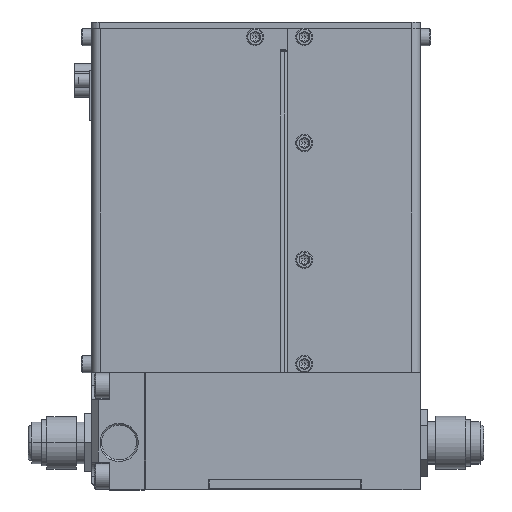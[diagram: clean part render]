
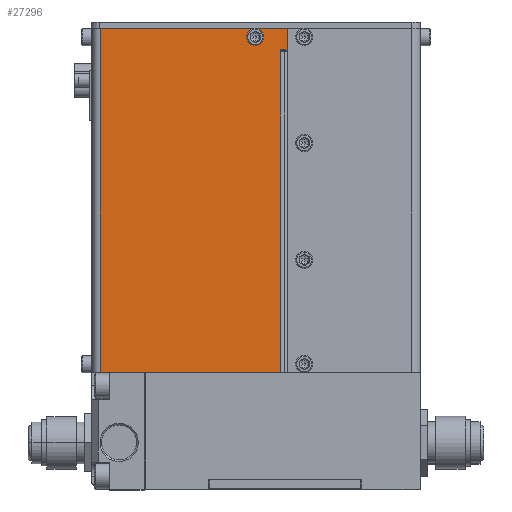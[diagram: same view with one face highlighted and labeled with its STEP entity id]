
A CAD part, top view. The second image highlights one B-rep face of the part: STEP entity #27296.
In plain terms, the highlighted face is planar.
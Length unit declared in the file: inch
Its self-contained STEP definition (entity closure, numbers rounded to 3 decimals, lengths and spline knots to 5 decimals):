
#25708=DIRECTION('',(0.,-1.,0.));
#25709=VECTOR('',#25708,3.43);
#25710=CARTESIAN_POINT('',(0.05708,3.43,-2.455));
#25711=LINE('',#25710,#25709);
#25806=CARTESIAN_POINT('',(0.33,3.59,-2.455));
#25807=DIRECTION('',(0.,0.,-1.));
#25808=DIRECTION('',(-1.,0.,0.));
#25809=AXIS2_PLACEMENT_3D('',#25806,#25807,#25808);
#25811=CARTESIAN_POINT('',(0.33,3.59,-2.455));
#25812=DIRECTION('',(0.,0.,-1.));
#25813=DIRECTION('',(1.,0.,0.));
#25814=AXIS2_PLACEMENT_3D('',#25811,#25812,#25813);
#25816=DIRECTION('',(0.,-1.,0.));
#25817=VECTOR('',#25816,0.03);
#25818=CARTESIAN_POINT('',(0.06,3.46,-2.455));
#25819=LINE('',#25818,#25817);
#25820=DIRECTION('',(1.,0.,0.));
#25821=VECTOR('',#25820,0.00292);
#25822=CARTESIAN_POINT('',(0.05708,3.43,-2.455));
#25823=LINE('',#25822,#25821);
#25824=DIRECTION('',(1.,0.,0.));
#25825=VECTOR('',#25824,1.93292);
#25826=CARTESIAN_POINT('',(0.05708,0.,-2.455));
#25827=LINE('',#25826,#25825);
#25882=DIRECTION('',(-1.,0.,0.));
#25883=VECTOR('',#25882,0.07);
#25884=CARTESIAN_POINT('',(0.06,3.46,-2.455));
#25885=LINE('',#25884,#25883);
#25886=DIRECTION('',(0.,-1.,0.));
#25887=VECTOR('',#25886,0.22);
#25888=CARTESIAN_POINT('',(-0.01,3.68,-2.455));
#25889=LINE('',#25888,#25887);
#25936=DIRECTION('',(1.,0.,0.));
#25937=VECTOR('',#25936,2.);
#25938=CARTESIAN_POINT('',(-0.01,3.68,-2.455));
#25939=LINE('',#25938,#25937);
#26343=DIRECTION('',(0.,-1.,0.));
#26344=VECTOR('',#26343,3.68);
#26345=CARTESIAN_POINT('',(1.99,3.68,-2.455));
#26346=LINE('',#26345,#26344);
#26725=CARTESIAN_POINT('',(1.99,3.68,-2.455));
#26726=VERTEX_POINT('',#26725);
#26727=CARTESIAN_POINT('',(1.99,0.,-2.455));
#26728=VERTEX_POINT('',#26727);
#26798=CARTESIAN_POINT('',(0.05708,0.,-2.455));
#26800=VERTEX_POINT('',#26798);
#26809=CARTESIAN_POINT('',(0.2675,3.59,-2.455));
#26810=CARTESIAN_POINT('',(0.3925,3.59,-2.455));
#26811=VERTEX_POINT('',#26809);
#26812=VERTEX_POINT('',#26810);
#26854=CARTESIAN_POINT('',(0.06,3.43,-2.455));
#26856=VERTEX_POINT('',#26854);
#26857=CARTESIAN_POINT('',(0.05708,3.43,-2.455));
#26858=VERTEX_POINT('',#26857);
#26861=CARTESIAN_POINT('',(-0.01,3.68,-2.455));
#26862=CARTESIAN_POINT('',(-0.01,3.46,-2.455));
#26863=VERTEX_POINT('',#26861);
#26864=VERTEX_POINT('',#26862);
#26877=CARTESIAN_POINT('',(0.06,3.46,-2.455));
#26879=VERTEX_POINT('',#26877);
#27271=CARTESIAN_POINT('',(2.08,0.,-2.455));
#27272=DIRECTION('',(0.,0.,-1.));
#27273=DIRECTION('',(-1.,0.,0.));
#27274=AXIS2_PLACEMENT_3D('',#27271,#27272,#27273);
#27275=PLANE('',#27274);
#27277=ORIENTED_EDGE('',*,*,#27276,.F.);
#27279=ORIENTED_EDGE('',*,*,#27278,.T.);
#27281=ORIENTED_EDGE('',*,*,#27280,.F.);
#27283=ORIENTED_EDGE('',*,*,#27282,.T.);
#27284=ORIENTED_EDGE('',*,*,#27122,.F.);
#27285=ORIENTED_EDGE('',*,*,#27105,.T.);
#27286=ORIENTED_EDGE('',*,*,#27090,.T.);
#27288=ORIENTED_EDGE('',*,*,#27287,.F.);
#27289=EDGE_LOOP('',(#27277,#27279,#27281,#27283,#27284,#27285,#27286,#27288));
#27290=FACE_OUTER_BOUND('',#27289,.F.);
#27291=ORIENTED_EDGE('',*,*,#27245,.T.);
#27293=ORIENTED_EDGE('',*,*,#27292,.T.);
#27294=EDGE_LOOP('',(#27291,#27293));
#27295=FACE_BOUND('',#27294,.F.);
#27296=ADVANCED_FACE('',(#27290,#27295),#27275,.T.);
#25810=CIRCLE('',#25809,0.0625);
#25815=CIRCLE('',#25814,0.0625);
#27090=EDGE_CURVE('',#26800,#26728,#25827,.T.);
#27105=EDGE_CURVE('',#26858,#26800,#25711,.T.);
#27122=EDGE_CURVE('',#26858,#26856,#25823,.T.);
#27245=EDGE_CURVE('',#26811,#26812,#25810,.T.);
#27276=EDGE_CURVE('',#26863,#26726,#25939,.T.);
#27278=EDGE_CURVE('',#26863,#26864,#25889,.T.);
#27280=EDGE_CURVE('',#26879,#26864,#25885,.T.);
#27282=EDGE_CURVE('',#26879,#26856,#25819,.T.);
#27287=EDGE_CURVE('',#26726,#26728,#26346,.T.);
#27292=EDGE_CURVE('',#26812,#26811,#25815,.T.);
